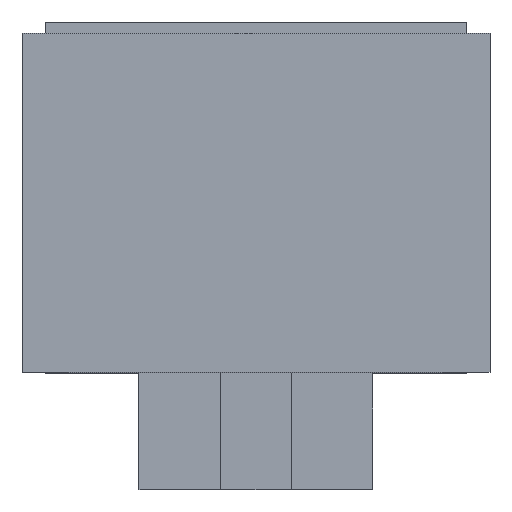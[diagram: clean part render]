
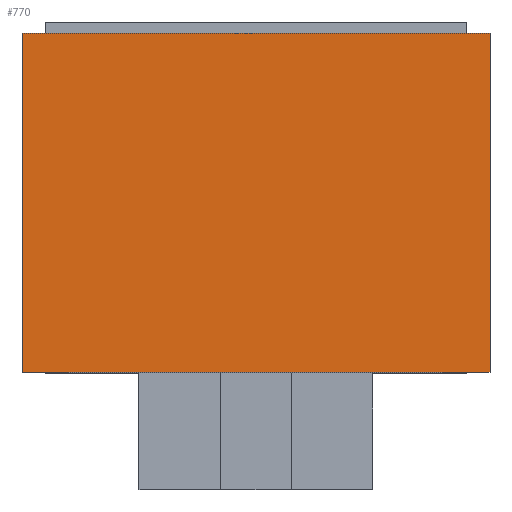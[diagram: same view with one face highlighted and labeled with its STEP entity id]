
A CAD part, top view. The second image highlights one B-rep face of the part: STEP entity #770.
In plain terms, the highlighted planar face has unit normal (0, 0, 1).
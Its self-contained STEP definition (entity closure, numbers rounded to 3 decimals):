
#90=FACE_OUTER_BOUND('',#134,.T.);
#134=EDGE_LOOP('',(#683,#684,#685,#686));
#184=LINE('',#1172,#268);
#196=LINE('',#1199,#280);
#201=LINE('',#1208,#285);
#220=LINE('',#1328,#304);
#268=VECTOR('',#950,10.);
#280=VECTOR('',#972,10.);
#285=VECTOR('',#979,10.);
#304=VECTOR('',#1060,10.);
#340=VERTEX_POINT('',#1169);
#341=VERTEX_POINT('',#1171);
#351=VERTEX_POINT('',#1197);
#354=VERTEX_POINT('',#1206);
#428=EDGE_CURVE('',#341,#340,#184,.T.);
#442=EDGE_CURVE('',#340,#351,#196,.T.);
#447=EDGE_CURVE('',#354,#351,#201,.T.);
#484=EDGE_CURVE('',#341,#354,#220,.T.);
#683=ORIENTED_EDGE('',*,*,#447,.F.);
#684=ORIENTED_EDGE('',*,*,#484,.F.);
#685=ORIENTED_EDGE('',*,*,#428,.T.);
#686=ORIENTED_EDGE('',*,*,#442,.T.);
#729=PLANE('',#854);
#770=ADVANCED_FACE('',(#90),#729,.T.);
#854=AXIS2_PLACEMENT_3D('',#1327,#1058,#1059);
#950=DIRECTION('',(1.,0.,0.));
#972=DIRECTION('',(0.,1.,0.));
#979=DIRECTION('',(1.,0.,0.));
#1058=DIRECTION('center_axis',(0.,0.,1.));
#1059=DIRECTION('ref_axis',(1.,0.,0.));
#1060=DIRECTION('',(0.,1.,0.));
#1169=CARTESIAN_POINT('',(10.,0.,-0.3));
#1171=CARTESIAN_POINT('',(-10.,0.,-0.3));
#1172=CARTESIAN_POINT('',(-10.,0.,-0.3));
#1197=CARTESIAN_POINT('',(10.,14.5,-0.3));
#1199=CARTESIAN_POINT('',(10.,0.,-0.3));
#1206=CARTESIAN_POINT('',(-10.,14.5,-0.3));
#1208=CARTESIAN_POINT('',(7.5,14.5,-0.3));
#1327=CARTESIAN_POINT('Origin',(-10.,0.,-0.3));
#1328=CARTESIAN_POINT('',(-10.,0.,-0.3));
